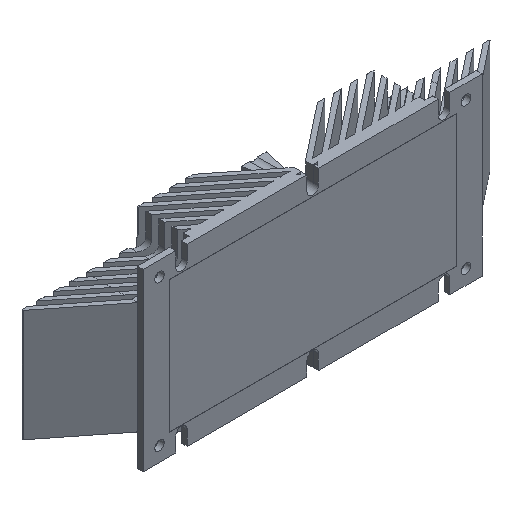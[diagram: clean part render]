
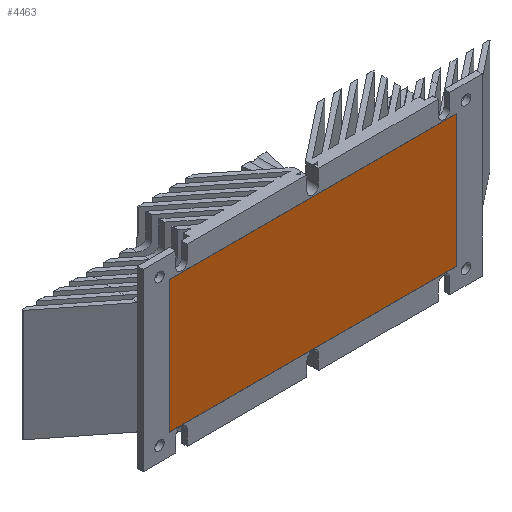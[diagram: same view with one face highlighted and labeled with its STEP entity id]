
A CAD part, isometric view. The second image highlights one B-rep face of the part: STEP entity #4463.
In plain terms, the highlighted planar face has unit normal (0, -1, 0).
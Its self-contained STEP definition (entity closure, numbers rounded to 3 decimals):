
#147=FACE_OUTER_BOUND('',#367,.T.);
#367=EDGE_LOOP('',(#2781,#2782,#2783,#2784));
#598=LINE('',#6178,#1154);
#604=LINE('',#6191,#1160);
#605=LINE('',#6192,#1161);
#606=LINE('',#6193,#1162);
#1154=VECTOR('',#5011,1000.);
#1160=VECTOR('',#5021,1000.);
#1161=VECTOR('',#5022,1000.);
#1162=VECTOR('',#5023,1000.);
#1710=VERTEX_POINT('',#6175);
#1711=VERTEX_POINT('',#6177);
#1715=VERTEX_POINT('',#6189);
#1716=VERTEX_POINT('',#6190);
#2134=EDGE_CURVE('',#1711,#1710,#598,.T.);
#2140=EDGE_CURVE('',#1715,#1716,#604,.T.);
#2141=EDGE_CURVE('',#1716,#1711,#605,.T.);
#2142=EDGE_CURVE('',#1710,#1715,#606,.T.);
#2781=ORIENTED_EDGE('',*,*,#2140,.T.);
#2782=ORIENTED_EDGE('',*,*,#2141,.T.);
#2783=ORIENTED_EDGE('',*,*,#2134,.T.);
#2784=ORIENTED_EDGE('',*,*,#2142,.T.);
#4055=PLANE('',#4704);
#4463=ADVANCED_FACE('',(#147),#4055,.T.);
#4704=AXIS2_PLACEMENT_3D('',#6188,#5019,#5020);
#5011=DIRECTION('',(0.,0.,-1.));
#5019=DIRECTION('center_axis',(0.,-1.,0.));
#5020=DIRECTION('ref_axis',(0.,0.,-1.));
#5021=DIRECTION('',(0.,0.,1.));
#5022=DIRECTION('',(-1.,0.,0.));
#5023=DIRECTION('',(1.,0.,0.));
#6175=CARTESIAN_POINT('',(-50.,-0.15,-53.5));
#6177=CARTESIAN_POINT('',(-50.,-0.15,-7.5));
#6178=CARTESIAN_POINT('',(-50.,-0.15,-30.5));
#6188=CARTESIAN_POINT('Origin',(-50.,-0.15,-7.5));
#6189=CARTESIAN_POINT('',(50.,-0.15,-53.5));
#6190=CARTESIAN_POINT('',(50.,-0.15,-7.5));
#6191=CARTESIAN_POINT('',(50.,-0.15,-30.5));
#6192=CARTESIAN_POINT('',(0.,-0.15,-7.5));
#6193=CARTESIAN_POINT('',(0.,-0.15,-53.5));
